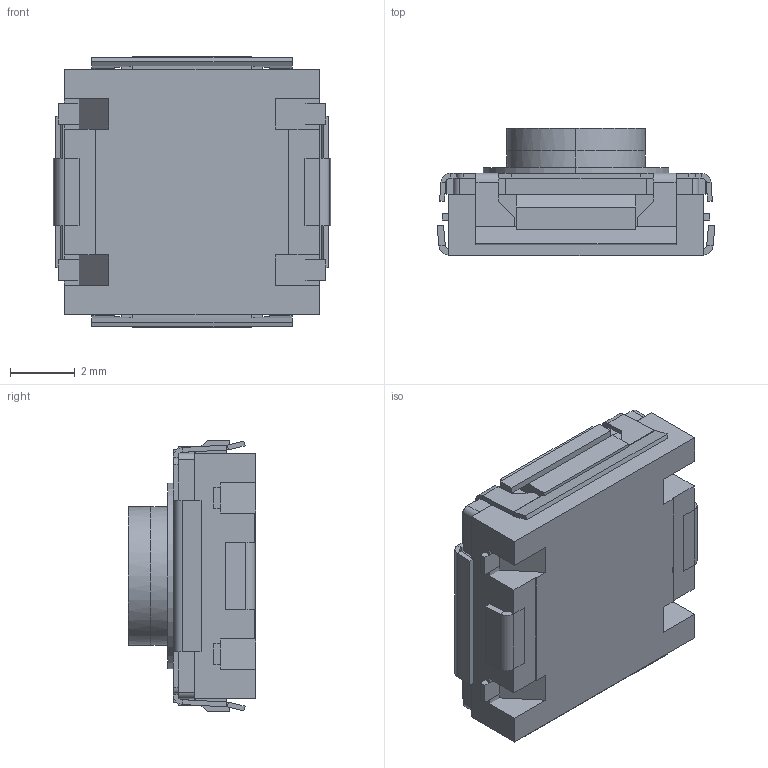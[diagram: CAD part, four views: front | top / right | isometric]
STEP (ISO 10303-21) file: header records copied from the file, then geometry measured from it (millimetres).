
FILE_DESCRIPTION (( 'STEP AP214' ), '1' );
FILE_NAME ('SKSTAAE010.STEP', '2014-03-24T10:08:39', ( 'USER' ), ( 'Hewlett-Packard Company' ), 'SwSTEP 2.0', 'SolidWorks 2012', '' );
FILE_SCHEMA (( 'AUTOMOTIVE_DESIGN' ));
Length unit declared in the file: millimetre
Products named in the file (1): SKSTAAE010
Bounding box: 8.61 x 3.95 x 8.4 mm (x, y, z)
Volume: 177.2 mm3; surface area: 296.5 mm2
Topology: 1 solids, 1 shells, 276 faces, 729 edges, 450 vertices
Faces by surface type: plane 235, cylinder 41
Entity records: 11415 total; most frequent: CARTESIAN_POINT 1502, ORIENTED_EDGE 1458, DIRECTION 1367, EDGE_CURVE 729, LINE 633, VECTOR 633, VERTEX_POINT 450, AXIS2_PLACEMENT_3D 367
